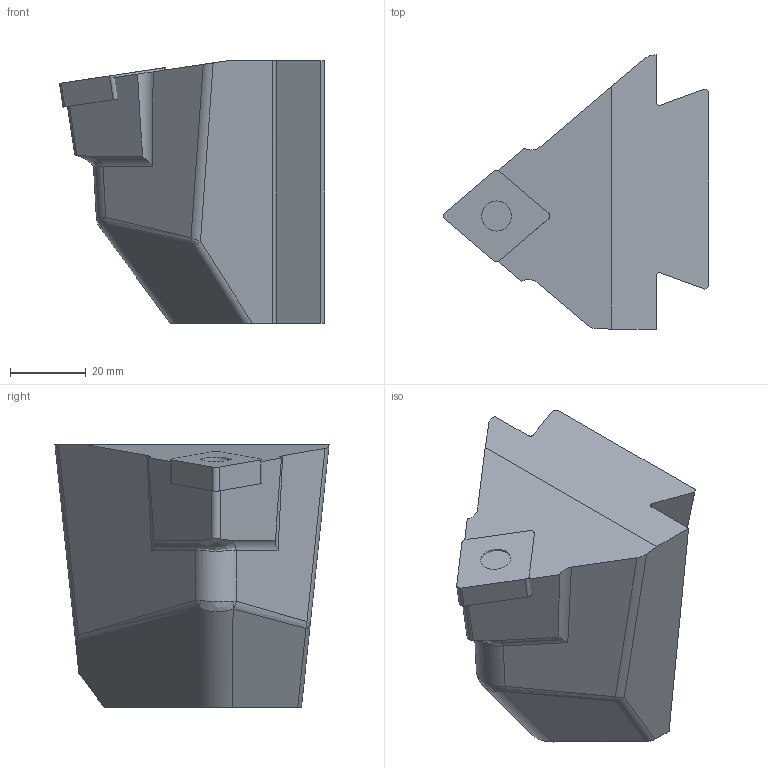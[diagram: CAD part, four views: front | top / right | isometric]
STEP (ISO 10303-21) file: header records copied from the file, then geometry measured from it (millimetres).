
FILE_DESCRIPTION(/* description */ (''),/* implementation_level */ '2;1');
FILE_NAME(/* name */ 'KHPCLNL19_SIM.stp',/* time_stamp */ '2022-11-14T08:22:55+01:00',/* author */ (''),/* organization */ (''),/* preprocessor_version */ 'ST-DEVELOPER v18.102',/* originating_system */ 'SIEMENS PLM Software NX 2027',/* authorisation */ '');
FILE_SCHEMA (('AUTOMOTIVE_DESIGN { 1 0 10303 214 3 1 1 1 }'));
Length unit declared in the file: millimetre
Products named in the file (1): model1
Bounding box: 69.91 x 72.3 x 69.25 mm (x, y, z)
Volume: 158594.1 mm3; surface area: 20434 mm2
Topology: 2 solids, 2 shells, 49 faces, 128 edges, 82 vertices
Faces by surface type: plane 24, cylinder 17, bspline 8
Full cylindrical faces by diameter (mm): 7.94 x1
Entity records: 1674 total; most frequent: CARTESIAN_POINT 512, ORIENTED_EDGE 250, DIRECTION 218, EDGE_CURVE 125, VERTEX_POINT 81, AXIS2_PLACEMENT_3D 73, LINE 72, VECTOR 72
